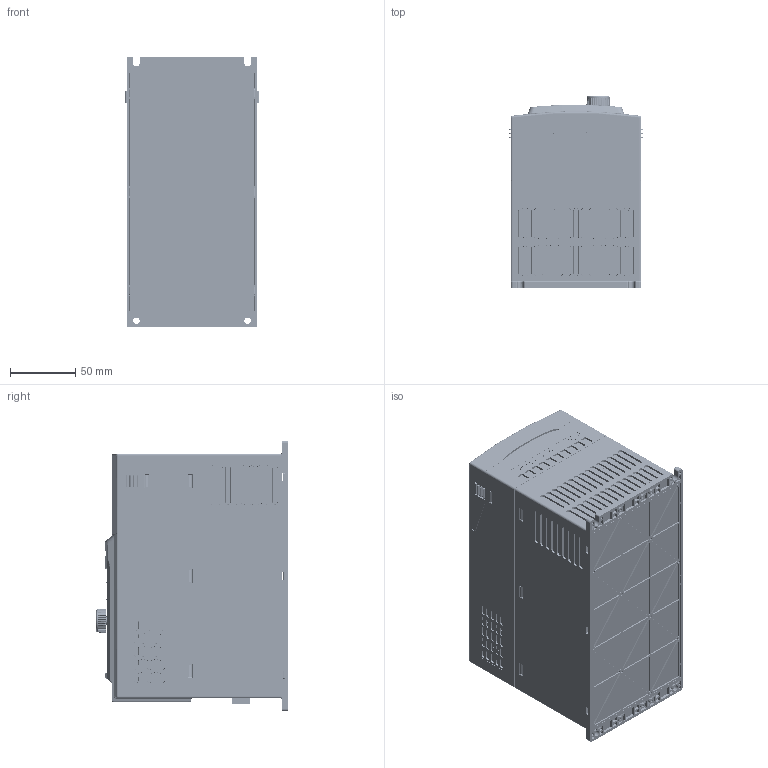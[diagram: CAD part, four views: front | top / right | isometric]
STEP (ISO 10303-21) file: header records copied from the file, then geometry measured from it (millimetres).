
FILE_DESCRIPTION((''),'2;1');
FILE_NAME('PRT0001','2023-05-16T17:05:26',('A004155'),(''),'CREO PARAMETRIC BY PTC INC, 2020074','CREO PARAMETRIC BY PTC INC, 2020074','');
FILE_SCHEMA(('CONFIG_CONTROL_DESIGN'));
Products named in the file (1): PRT0001
Bounding box: 102 x 147 x 207 mm (x, y, z)
Volume: 2270352.5 mm3; surface area: 493295.5 mm2
Topology: 1 solids, 12 shells, 8245 faces, 22646 edges, 14494 vertices
Faces by surface type: plane 4745, cylinder 1950, bspline 895, torus 272, cone 223, sphere 139, revolution 16, extrusion 5
Entity records: 312303 total; most frequent: CARTESIAN_POINT 109874, ORIENTED_EDGE 45002, DIRECTION 37985, EDGE_CURVE 22501, VERTEX_POINT 14494, VECTOR 14273, LINE 14268, AXIS2_PLACEMENT_3D 11848
